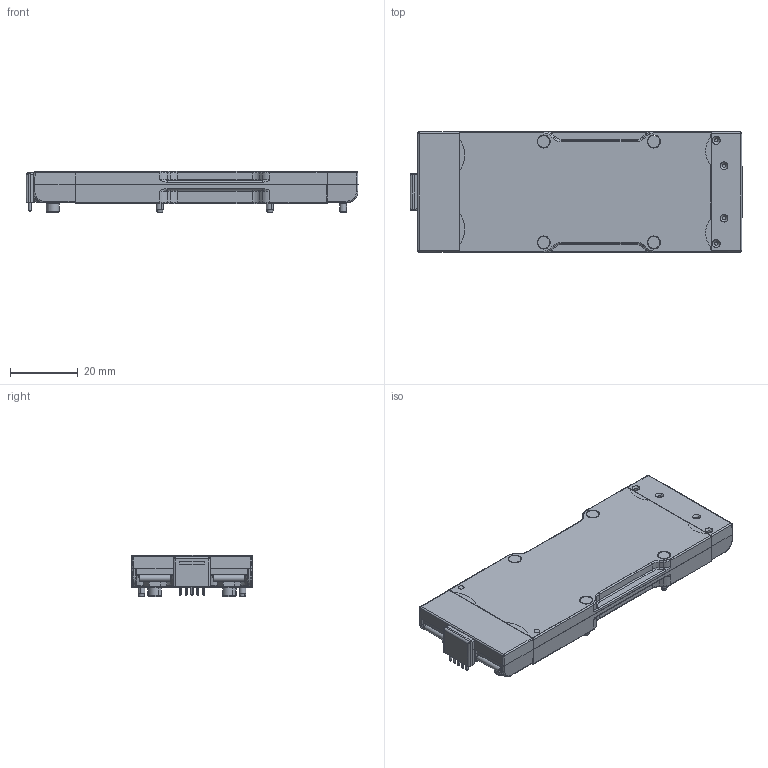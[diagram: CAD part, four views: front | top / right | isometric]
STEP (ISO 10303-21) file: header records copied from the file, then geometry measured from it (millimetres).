
FILE_DESCRIPTION (( 'STEP AP214' ), '1' );
FILE_NAME ('3814 short pin with -OUT.STEP', '2021-01-07T15:10:10', ( '' ), ( '' ), 'SwSTEP 2.0', 'SolidWorks 2017', '' );
FILE_SCHEMA (( 'AUTOMOTIVE_DESIGN' ));
Length unit declared in the file: millimetre
Products named in the file (1): 3814 short pin with -OUT
Bounding box: 97.8 x 35.54 x 12.19 mm (x, y, z)
Surface area: 26820.2 mm2
Topology: 39 solids, 49 shells, 1763 faces, 4525 edges, 2882 vertices
Faces by surface type: plane 703, cylinder 550, cone 342, bspline 168
Entity records: 99364 total; most frequent: CARTESIAN_POINT 38128, ORIENTED_EDGE 9050, DIRECTION 8076, EDGE_CURVE 4525, VERTEX_POINT 2882, AXIS2_PLACEMENT_3D 2843, VECTOR 2390, LINE 2390
